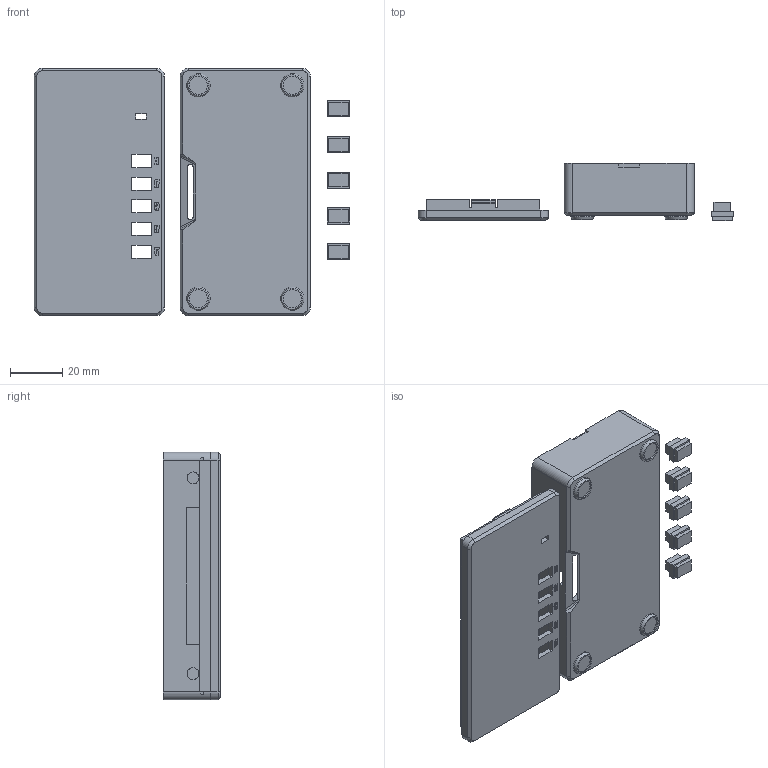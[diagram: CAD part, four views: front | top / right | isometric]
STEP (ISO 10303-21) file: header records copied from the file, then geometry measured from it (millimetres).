
FILE_DESCRIPTION(/* description */ ('HDMI input extension module for reTerminal'),/* implementation_level */ '2;1');
FILE_NAME(/* name */ 'reTerminal-HDMI-ex.step',/* time_stamp */ '2022-02-12T10:20:18+09:00',/* author */ ('mzyy94'),/* organization */ ('mzyy94'),/* preprocessor_version */ 'ST-DEVELOPER v18.1',/* originating_system */ 'Autodesk Translation Framework v10.13.0.1454',/* authorisation */ '');
FILE_SCHEMA (('AUTOMOTIVE_DESIGN { 1 0 10303 214 3 1 1 }'));
Length unit declared in the file: millimetre
Products named in the file (1): reTerminal-3d-ext
Bounding box: 121.13 x 22 x 95 mm (x, y, z)
Volume: 40244.9 mm3; surface area: 34102.3 mm2
Topology: 7 solids, 7 shells, 480 faces, 1218 edges, 804 vertices
Faces by surface type: plane 335, bspline 83, cylinder 46, cone 14, torus 2
Full cylindrical faces by diameter (mm): 2.075 x6, 4 x6, 4.6 x2, 7 x4, 9 x4
Entity records: 15217 total; most frequent: CARTESIAN_POINT 4034, ORIENTED_EDGE 2432, DIRECTION 1952, EDGE_CURVE 1216, LINE 928, VECTOR 928, VERTEX_POINT 804, EDGE_LOOP 556
